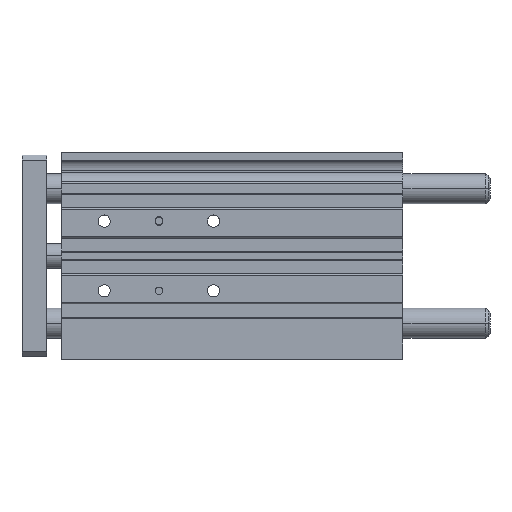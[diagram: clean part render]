
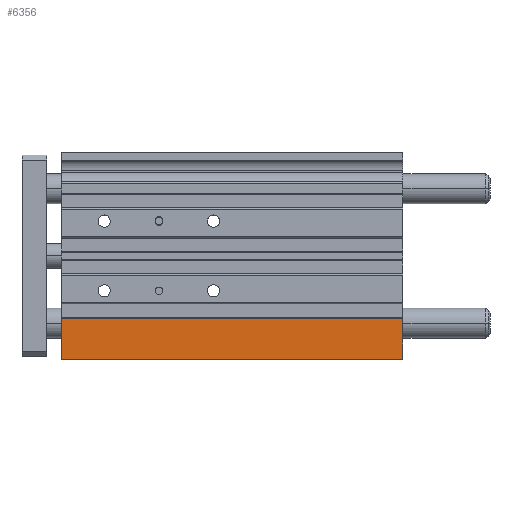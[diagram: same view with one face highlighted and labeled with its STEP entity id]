
A CAD part, top view. The second image highlights one B-rep face of the part: STEP entity #6356.
In plain terms, the highlighted planar face has unit normal (0, 0, 1).
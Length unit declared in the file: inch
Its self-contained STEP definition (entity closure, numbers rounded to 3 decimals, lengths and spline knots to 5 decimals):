
#285 = DIRECTION ( 'NONE',  ( -1., 0., 0. ) ) ;
#304 = FACE_OUTER_BOUND ( 'NONE', #2423, .T. ) ;
#1066 = AXIS2_PLACEMENT_3D ( 'NONE', #4578, #1953, #6280 ) ;
#1241 = PLANE ( 'NONE',  #1066 ) ;
#1788 = ORIENTED_EDGE ( 'NONE', *, *, #5453, .F. ) ;
#1817 = CARTESIAN_POINT ( 'NONE',  ( 0., -0.99213, 0.70866 ) ) ;
#1953 = DIRECTION ( 'NONE',  ( 0., 0., -1. ) ) ;
#2129 = CARTESIAN_POINT ( 'NONE',  ( 0., -1.63386, 0.70866 ) ) ;
#2404 = EDGE_CURVE ( 'NONE', #2512, #3407, #4496, .T. ) ;
#2423 = EDGE_LOOP ( 'NONE', ( #6927, #2453, #1788, #9571 ) ) ;
#2453 = ORIENTED_EDGE ( 'NONE', *, *, #2404, .F. ) ;
#2512 = VERTEX_POINT ( 'NONE', #3508 ) ;
#2519 = LINE ( 'NONE', #6856, #9430 ) ;
#3407 = VERTEX_POINT ( 'NONE', #2129 ) ;
#3508 = CARTESIAN_POINT ( 'NONE',  ( 5.3937, -1.63386, 0.70866 ) ) ;
#3689 = DIRECTION ( 'NONE',  ( 0., -1., 0. ) ) ;
#3708 = VECTOR ( 'NONE', #7094, 39.37008 ) ;
#4496 = LINE ( 'NONE', #10211, #6317 ) ;
#4578 = CARTESIAN_POINT ( 'NONE',  ( 5.3937, -0.99213, 0.70866 ) ) ;
#4639 = VECTOR ( 'NONE', #3689, 39.37008 ) ;
#5048 = CARTESIAN_POINT ( 'NONE',  ( 5.3937, -0.99213, 0.70866 ) ) ;
#5453 = EDGE_CURVE ( 'NONE', #9743, #2512, #7042, .T. ) ;
#6280 = DIRECTION ( 'NONE',  ( 0., -1., 0. ) ) ;
#6317 = VECTOR ( 'NONE', #285, 39.37008 ) ;
#6356 = ADVANCED_FACE ( 'NONE', ( #304 ), #1241, .F. ) ;
#6695 = EDGE_CURVE ( 'NONE', #7979, #3407, #7093, .T. ) ;
#6856 = CARTESIAN_POINT ( 'NONE',  ( 5.3937, -0.99213, 0.70866 ) ) ;
#6927 = ORIENTED_EDGE ( 'NONE', *, *, #6695, .T. ) ;
#6983 = CARTESIAN_POINT ( 'NONE',  ( 0., -0.99213, 0.70866 ) ) ;
#7042 = LINE ( 'NONE', #8892, #3708 ) ;
#7093 = LINE ( 'NONE', #6983, #4639 ) ;
#7094 = DIRECTION ( 'NONE',  ( 0., -1., 0. ) ) ;
#7979 = VERTEX_POINT ( 'NONE', #1817 ) ;
#8892 = CARTESIAN_POINT ( 'NONE',  ( 5.3937, -0.99213, 0.70866 ) ) ;
#9022 = DIRECTION ( 'NONE',  ( -1., 0., 0. ) ) ;
#9430 = VECTOR ( 'NONE', #9022, 39.37008 ) ;
#9571 = ORIENTED_EDGE ( 'NONE', *, *, #10221, .T. ) ;
#9743 = VERTEX_POINT ( 'NONE', #5048 ) ;
#10211 = CARTESIAN_POINT ( 'NONE',  ( 5.3937, -1.63386, 0.70866 ) ) ;
#10221 = EDGE_CURVE ( 'NONE', #9743, #7979, #2519, .T. ) ;
